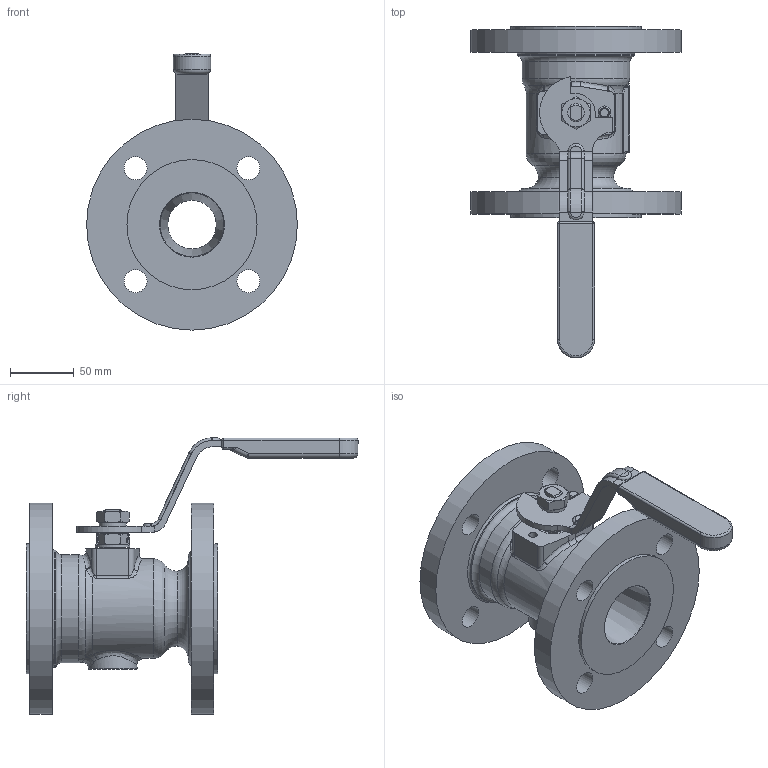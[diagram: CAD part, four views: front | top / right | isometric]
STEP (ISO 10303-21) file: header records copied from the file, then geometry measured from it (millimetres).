
FILE_DESCRIPTION((''),'2;1');
FILE_NAME('GA-F53-20-D40-W-A-1.stp','2014-03-07T15:58:30',('jaday'),(''),'Autodesk Inventor 2012','Autodesk Inventor 2012','');
FILE_SCHEMA(('CONFIG_CONTROL_DESIGN'));
Length unit declared in the file: millimetre
Products named in the file (9): GA-F53-20-D40-W-A-1; GA-B05320-23102-A-1; GA-F51-15-STEM-BUILD-A-1; GA-B00015-06002-A-1; GA-B00015-52001-A-1; GA-B00015-34000-A-1; GA-B05115-01002-A-1; GA-51-15-031-A-1; M14-0-000-5DS-A-1
Assembly tree (9 placements, depth 2):
  GA-F53-20-D40-W-A-1
    GA-B05320-23102-A-1
    GA-F51-15-STEM-BUILD-A-1
    GA-B00015-06002-A-1  x2
    GA-B00015-52001-A-1
    GA-B00015-34000-A-1
    GA-B05115-01002-A-1
    GA-51-15-031-A-1
    M14-0-000-5DS-A-1
Bounding box: 165 x 259.78 x 216.14 mm (x, y, z)
Volume: 1193973.4 mm3; surface area: 187190.8 mm2
Topology: 9 solids, 9 shells, 365 faces, 877 edges, 535 vertices
Faces by surface type: plane 136, cylinder 115, bspline 46, cone 37, torus 21, sphere 10
Full cylindrical faces by diameter (mm): 6.647 x2, 7.925 x1, 12.751 x2, 14.288 x1, 18 x8, 19.89 x1, 27 x1, 28.55 x1, 37.97 x1, 48.6 x1, 84.5 x1, 91.6 x1, 101.8 x2, 165 x2
Entity records: 11201 total; most frequent: CARTESIAN_POINT 3348, DIRECTION 1580, ORIENTED_EDGE 1544, EDGE_CURVE 772, AXIS2_PLACEMENT_3D 623, VERTEX_POINT 495, EDGE_LOOP 419, FACE_OUTER_BOUND 344
